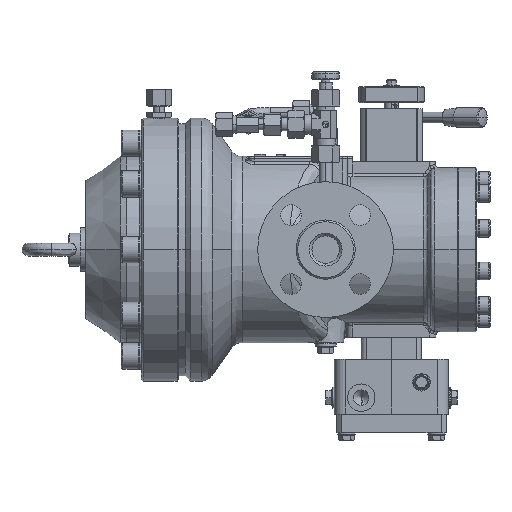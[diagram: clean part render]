
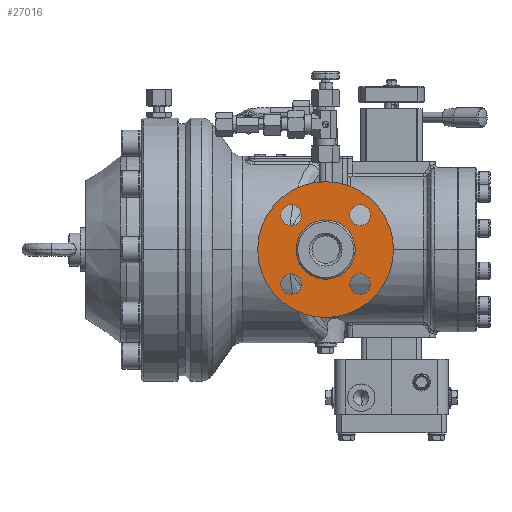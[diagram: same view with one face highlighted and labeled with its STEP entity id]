
A CAD part, left-side view. The second image highlights one B-rep face of the part: STEP entity #27016.
In plain terms, the highlighted planar face has unit normal (-1, 0, 0).
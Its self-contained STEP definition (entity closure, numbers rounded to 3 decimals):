
#289 = CARTESIAN_POINT ( 'NONE',  ( -163.4, -31.431, -21.931 ) ) ;
#1620 = AXIS2_PLACEMENT_3D ( 'NONE', #74122, #25992, #82243 ) ;
#1934 = ORIENTED_EDGE ( 'NONE', *, *, #80995, .T. ) ;
#2972 = EDGE_LOOP ( 'NONE', ( #81243, #40678 ) ) ;
#4095 = ORIENTED_EDGE ( 'NONE', *, *, #4302, .T. ) ;
#4302 = EDGE_CURVE ( 'NONE', #47414, #80081, #95489, .T. ) ;
#5415 = DIRECTION ( 'NONE',  ( 1., 0., 0. ) ) ;
#5884 = FACE_BOUND ( 'NONE', #24247, .T. ) ;
#6992 = DIRECTION ( 'NONE',  ( 0., 0., 1. ) ) ;
#7029 = EDGE_LOOP ( 'NONE', ( #4095, #36041 ) ) ;
#9111 = ORIENTED_EDGE ( 'NONE', *, *, #43501, .F. ) ;
#9457 = CARTESIAN_POINT ( 'NONE',  ( -163.4, 31.431, 31.431 ) ) ;
#10404 = CIRCLE ( 'NONE', #29485, 9.5 ) ;
#11426 = CARTESIAN_POINT ( 'NONE',  ( -163.4, -31.431, -31.431 ) ) ;
#12202 = EDGE_CURVE ( 'NONE', #85843, #13154, #91818, .T. ) ;
#12423 = CARTESIAN_POINT ( 'NONE',  ( -163.4, -31.431, 31.431 ) ) ;
#13037 = AXIS2_PLACEMENT_3D ( 'NONE', #25451, #81688, #33548 ) ;
#13154 = VERTEX_POINT ( 'NONE', #27695 ) ;
#14605 = PLANE ( 'NONE',  #47827 ) ;
#15685 = AXIS2_PLACEMENT_3D ( 'NONE', #64436, #16247, #72489 ) ;
#16247 = DIRECTION ( 'NONE',  ( 1., 0., 0. ) ) ;
#17524 = DIRECTION ( 'NONE',  ( 0., 0., 1. ) ) ;
#18434 = CIRCLE ( 'NONE', #79849, 9.5 ) ;
#19211 = CARTESIAN_POINT ( 'NONE',  ( -163.4, 31.431, -21.931 ) ) ;
#19499 = DIRECTION ( 'NONE',  ( 0., 0., 1. ) ) ;
#20256 = VERTEX_POINT ( 'NONE', #33280 ) ;
#20423 = AXIS2_PLACEMENT_3D ( 'NONE', #47349, #103626, #55530 ) ;
#20524 = DIRECTION ( 'NONE',  ( 0., 0., 1. ) ) ;
#20694 = CIRCLE ( 'NONE', #13037, 27. ) ;
#21450 = ORIENTED_EDGE ( 'NONE', *, *, #101311, .T. ) ;
#21673 = CIRCLE ( 'NONE', #47324, 9.5 ) ;
#21865 = ORIENTED_EDGE ( 'NONE', *, *, #61473, .T. ) ;
#22254 = CIRCLE ( 'NONE', #68466, 9.5 ) ;
#24247 = EDGE_LOOP ( 'NONE', ( #1934, #21865 ) ) ;
#25451 = CARTESIAN_POINT ( 'NONE',  ( -163.4, 0., 0. ) ) ;
#25992 = DIRECTION ( 'NONE',  ( 1., 0., 0. ) ) ;
#25995 = DIRECTION ( 'NONE',  ( 1., 0., 0. ) ) ;
#26642 = VERTEX_POINT ( 'NONE', #289 ) ;
#27016 = ADVANCED_FACE ( 'NONE', ( #27348, #70051, #91454, #5884, #88888, #67551 ), #14605, .T. ) ;
#27348 = FACE_BOUND ( 'NONE', #2972, .T. ) ;
#27695 = CARTESIAN_POINT ( 'NONE',  ( -163.4, -31.431, 40.931 ) ) ;
#28558 = AXIS2_PLACEMENT_3D ( 'NONE', #53639, #5415, #61720 ) ;
#29485 = AXIS2_PLACEMENT_3D ( 'NONE', #9457, #65686, #17524 ) ;
#30482 = ORIENTED_EDGE ( 'NONE', *, *, #71526, .T. ) ;
#31102 = AXIS2_PLACEMENT_3D ( 'NONE', #12423, #68635, #20524 ) ;
#33280 = CARTESIAN_POINT ( 'NONE',  ( -163.4, 31.431, 21.931 ) ) ;
#33548 = DIRECTION ( 'NONE',  ( 0., 0., -1. ) ) ;
#33726 = CARTESIAN_POINT ( 'NONE',  ( -163.4, 31.431, -40.931 ) ) ;
#33949 = CARTESIAN_POINT ( 'NONE',  ( -163.4, 0., 27. ) ) ;
#36041 = ORIENTED_EDGE ( 'NONE', *, *, #98213, .T. ) ;
#36220 = DIRECTION ( 'NONE',  ( 1., 0., 0. ) ) ;
#37207 = CARTESIAN_POINT ( 'NONE',  ( -163.4, 0., -27. ) ) ;
#37373 = CIRCLE ( 'NONE', #72325, 62. ) ;
#40678 = ORIENTED_EDGE ( 'NONE', *, *, #64759, .T. ) ;
#40808 = DIRECTION ( 'NONE',  ( 1., 0., 0. ) ) ;
#41119 = CIRCLE ( 'NONE', #28558, 27. ) ;
#43178 = VERTEX_POINT ( 'NONE', #33949 ) ;
#43501 = EDGE_CURVE ( 'NONE', #74953, #75267, #50895, .T. ) ;
#46894 = CARTESIAN_POINT ( 'NONE',  ( -163.4, 62., 0. ) ) ;
#47324 = AXIS2_PLACEMENT_3D ( 'NONE', #103349, #55248, #6992 ) ;
#47349 = CARTESIAN_POINT ( 'NONE',  ( -163.4, -31.431, 31.431 ) ) ;
#47414 = VERTEX_POINT ( 'NONE', #19211 ) ;
#47827 = AXIS2_PLACEMENT_3D ( 'NONE', #46894, #103170, #55054 ) ;
#50484 = EDGE_LOOP ( 'NONE', ( #63226, #83575 ) ) ;
#50895 = CIRCLE ( 'NONE', #15685, 62. ) ;
#53639 = CARTESIAN_POINT ( 'NONE',  ( -163.4, 0., 0. ) ) ;
#55054 = DIRECTION ( 'NONE',  ( 0., 0., 1. ) ) ;
#55248 = DIRECTION ( 'NONE',  ( 1., 0., 0. ) ) ;
#55530 = DIRECTION ( 'NONE',  ( 0., 0., 1. ) ) ;
#58183 = EDGE_LOOP ( 'NONE', ( #30482, #21450 ) ) ;
#60714 = CARTESIAN_POINT ( 'NONE',  ( -163.4, 0., -62. ) ) ;
#61438 = VERTEX_POINT ( 'NONE', #83130 ) ;
#61473 = EDGE_CURVE ( 'NONE', #98139, #26642, #102727, .T. ) ;
#61720 = DIRECTION ( 'NONE',  ( 0., 0., -1. ) ) ;
#63142 = CARTESIAN_POINT ( 'NONE',  ( -163.4, -31.431, 21.931 ) ) ;
#63226 = ORIENTED_EDGE ( 'NONE', *, *, #84445, .T. ) ;
#64409 = CARTESIAN_POINT ( 'NONE',  ( -163.4, -31.431, -40.931 ) ) ;
#64436 = CARTESIAN_POINT ( 'NONE',  ( -163.4, 0., 0. ) ) ;
#64759 = EDGE_CURVE ( 'NONE', #43178, #65606, #41119, .T. ) ;
#65606 = VERTEX_POINT ( 'NONE', #37207 ) ;
#65686 = DIRECTION ( 'NONE',  ( 1., 0., 0. ) ) ;
#67140 = AXIS2_PLACEMENT_3D ( 'NONE', #11426, #67624, #19499 ) ;
#67551 = FACE_BOUND ( 'NONE', #58183, .T. ) ;
#67624 = DIRECTION ( 'NONE',  ( 1., 0., 0. ) ) ;
#68466 = AXIS2_PLACEMENT_3D ( 'NONE', #88937, #40808, #97041 ) ;
#68635 = DIRECTION ( 'NONE',  ( 1., 0., 0. ) ) ;
#70051 = FACE_OUTER_BOUND ( 'NONE', #98605, .T. ) ;
#71526 = EDGE_CURVE ( 'NONE', #61438, #20256, #18434, .T. ) ;
#72325 = AXIS2_PLACEMENT_3D ( 'NONE', #74125, #25995, #82244 ) ;
#72489 = DIRECTION ( 'NONE',  ( 0., 0., -1. ) ) ;
#74122 = CARTESIAN_POINT ( 'NONE',  ( -163.4, 31.431, -31.431 ) ) ;
#74125 = CARTESIAN_POINT ( 'NONE',  ( -163.4, 0., 0. ) ) ;
#74953 = VERTEX_POINT ( 'NONE', #103287 ) ;
#75267 = VERTEX_POINT ( 'NONE', #60714 ) ;
#75614 = EDGE_CURVE ( 'NONE', #65606, #43178, #20694, .T. ) ;
#79297 = CIRCLE ( 'NONE', #31102, 9.5 ) ;
#79849 = AXIS2_PLACEMENT_3D ( 'NONE', #84385, #36220, #92468 ) ;
#80081 = VERTEX_POINT ( 'NONE', #33726 ) ;
#80995 = EDGE_CURVE ( 'NONE', #26642, #98139, #21673, .T. ) ;
#81243 = ORIENTED_EDGE ( 'NONE', *, *, #75614, .T. ) ;
#81688 = DIRECTION ( 'NONE',  ( 1., 0., 0. ) ) ;
#82243 = DIRECTION ( 'NONE',  ( 0., 0., 1. ) ) ;
#82244 = DIRECTION ( 'NONE',  ( 0., 0., -1. ) ) ;
#83130 = CARTESIAN_POINT ( 'NONE',  ( -163.4, 31.431, 40.931 ) ) ;
#83575 = ORIENTED_EDGE ( 'NONE', *, *, #12202, .T. ) ;
#84385 = CARTESIAN_POINT ( 'NONE',  ( -163.4, 31.431, 31.431 ) ) ;
#84445 = EDGE_CURVE ( 'NONE', #13154, #85843, #79297, .T. ) ;
#85843 = VERTEX_POINT ( 'NONE', #63142 ) ;
#85879 = ORIENTED_EDGE ( 'NONE', *, *, #91026, .F. ) ;
#88888 = FACE_BOUND ( 'NONE', #50484, .T. ) ;
#88937 = CARTESIAN_POINT ( 'NONE',  ( -163.4, 31.431, -31.431 ) ) ;
#91026 = EDGE_CURVE ( 'NONE', #75267, #74953, #37373, .T. ) ;
#91454 = FACE_BOUND ( 'NONE', #7029, .T. ) ;
#91818 = CIRCLE ( 'NONE', #20423, 9.5 ) ;
#92468 = DIRECTION ( 'NONE',  ( 0., 0., 1. ) ) ;
#95489 = CIRCLE ( 'NONE', #1620, 9.5 ) ;
#97041 = DIRECTION ( 'NONE',  ( 0., 0., 1. ) ) ;
#98139 = VERTEX_POINT ( 'NONE', #64409 ) ;
#98213 = EDGE_CURVE ( 'NONE', #80081, #47414, #22254, .T. ) ;
#98605 = EDGE_LOOP ( 'NONE', ( #85879, #9111 ) ) ;
#101311 = EDGE_CURVE ( 'NONE', #20256, #61438, #10404, .T. ) ;
#102727 = CIRCLE ( 'NONE', #67140, 9.5 ) ;
#103170 = DIRECTION ( 'NONE',  ( -1., 0., 0. ) ) ;
#103287 = CARTESIAN_POINT ( 'NONE',  ( -163.4, 0., 62. ) ) ;
#103349 = CARTESIAN_POINT ( 'NONE',  ( -163.4, -31.431, -31.431 ) ) ;
#103626 = DIRECTION ( 'NONE',  ( 1., 0., 0. ) ) ;
